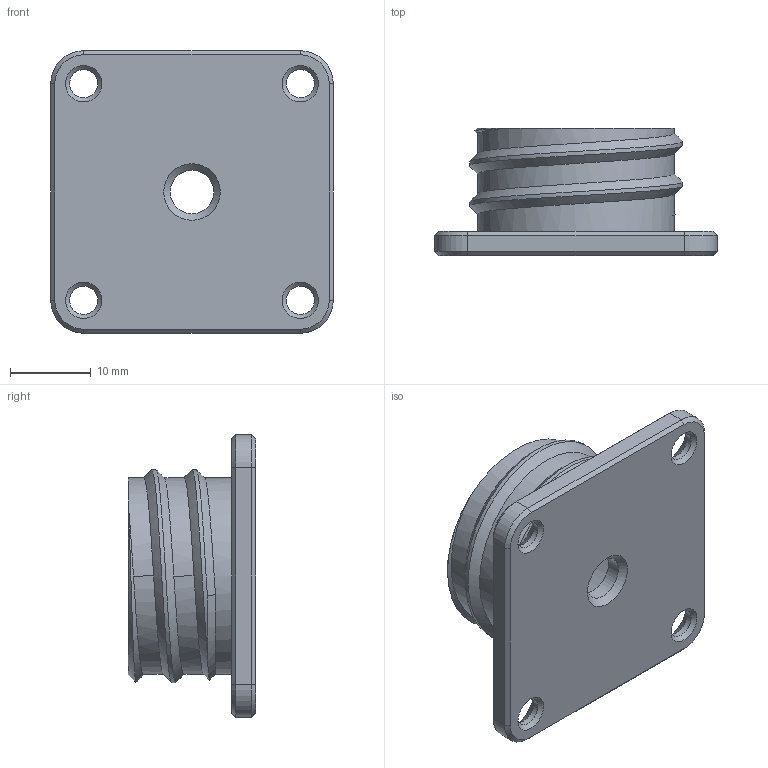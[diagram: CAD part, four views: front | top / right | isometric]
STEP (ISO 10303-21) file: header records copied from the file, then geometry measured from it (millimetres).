
FILE_DESCRIPTION(/* description */ (''),/* implementation_level */ '2;1');
FILE_NAME(/* name */ 'StepperConnectoFinal.step',/* time_stamp */ '2021-01-03T22:21:13+01:00',/* author */ (''),/* organization */ (''),/* preprocessor_version */ 'ST-DEVELOPER v18.1',/* originating_system */ 'Autodesk Translation Framework v9.7.1.1290',/* authorisation */ '');
FILE_SCHEMA (('AUTOMOTIVE_DESIGN { 1 0 10303 214 3 1 1 }'));
Length unit declared in the file: millimetre
Products named in the file (1): PanelMountedWaterproof
Bounding box: 35 x 15.8 x 35 mm (x, y, z)
Volume: 4691.1 mm3; surface area: 4827.2 mm2
Topology: 1 solids, 1 shells, 61 faces, 147 edges, 90 vertices
Faces by surface type: cone 20, cylinder 19, plane 16, sphere 4, bspline 2
Full cylindrical faces by diameter (mm): 3.5 x4, 5.4 x1, 22 x1, 24.4 x2
Entity records: 2572 total; most frequent: CARTESIAN_POINT 1116, DIRECTION 300, ORIENTED_EDGE 294, EDGE_CURVE 147, AXIS2_PLACEMENT_3D 116, VERTEX_POINT 90, EDGE_LOOP 73, LINE 68
